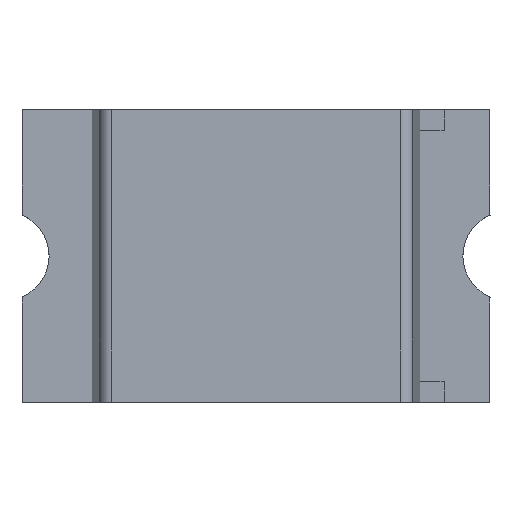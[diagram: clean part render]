
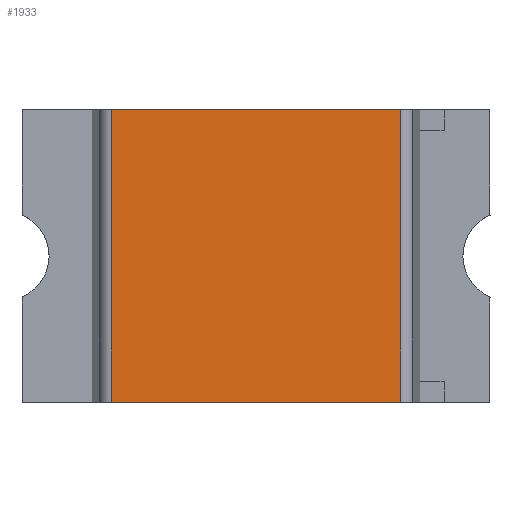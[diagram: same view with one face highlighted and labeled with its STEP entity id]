
A CAD part, top view. The second image highlights one B-rep face of the part: STEP entity #1933.
In plain terms, the highlighted planar face has unit normal (0, 0, 1).
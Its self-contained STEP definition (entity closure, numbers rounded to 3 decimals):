
#38 = CARTESIAN_POINT ( 'NONE',  ( -0.619, 0.625, 0.79 ) ) ;
#74 = VECTOR ( 'NONE', #1391, 1000. ) ;
#126 = LINE ( 'NONE', #1812, #1338 ) ;
#132 = CARTESIAN_POINT ( 'NONE',  ( 0.619, 0.625, 0.79 ) ) ;
#191 = ORIENTED_EDGE ( 'NONE', *, *, #2160, .T. ) ;
#274 = EDGE_CURVE ( 'NONE', #1572, #2432, #2701, .T. ) ;
#497 = EDGE_CURVE ( 'NONE', #2432, #959, #2006, .T. ) ;
#546 = CARTESIAN_POINT ( 'NONE',  ( 0.619, 0.625, 0.79 ) ) ;
#756 = DIRECTION ( 'NONE',  ( 0., -1., 0. ) ) ;
#760 = FACE_OUTER_BOUND ( 'NONE', #2613, .T. ) ;
#763 = DIRECTION ( 'NONE',  ( 1., 0., 0. ) ) ;
#780 = CARTESIAN_POINT ( 'NONE',  ( -0.619, -0.625, 0.79 ) ) ;
#801 = CARTESIAN_POINT ( 'NONE',  ( 0.619, 0.625, 0.79 ) ) ;
#943 = LINE ( 'NONE', #1772, #1173 ) ;
#959 = VERTEX_POINT ( 'NONE', #1859 ) ;
#975 = ORIENTED_EDGE ( 'NONE', *, *, #1488, .T. ) ;
#1160 = DIRECTION ( 'NONE',  ( -1., 0., 0. ) ) ;
#1173 = VECTOR ( 'NONE', #756, 1000. ) ;
#1338 = VECTOR ( 'NONE', #763, 1000. ) ;
#1378 = PLANE ( 'NONE',  #2465 ) ;
#1391 = DIRECTION ( 'NONE',  ( 0., -1., 0. ) ) ;
#1488 = EDGE_CURVE ( 'NONE', #1492, #959, #126, .T. ) ;
#1492 = VERTEX_POINT ( 'NONE', #780 ) ;
#1499 = VECTOR ( 'NONE', #2302, 1000. ) ;
#1572 = VERTEX_POINT ( 'NONE', #38 ) ;
#1623 = DIRECTION ( 'NONE',  ( 0., 0., -1. ) ) ;
#1726 = ORIENTED_EDGE ( 'NONE', *, *, #274, .F. ) ;
#1772 = CARTESIAN_POINT ( 'NONE',  ( -0.619, 0.625, 0.79 ) ) ;
#1812 = CARTESIAN_POINT ( 'NONE',  ( 0.619, -0.625, 0.79 ) ) ;
#1859 = CARTESIAN_POINT ( 'NONE',  ( 0.619, -0.625, 0.79 ) ) ;
#1933 = ADVANCED_FACE ( 'NONE', ( #760 ), #1378, .F. ) ;
#2006 = LINE ( 'NONE', #132, #74 ) ;
#2027 = CARTESIAN_POINT ( 'NONE',  ( 0.619, 0.625, 0.79 ) ) ;
#2033 = ORIENTED_EDGE ( 'NONE', *, *, #497, .F. ) ;
#2160 = EDGE_CURVE ( 'NONE', #1572, #1492, #943, .T. ) ;
#2302 = DIRECTION ( 'NONE',  ( 1., 0., 0. ) ) ;
#2432 = VERTEX_POINT ( 'NONE', #2027 ) ;
#2465 = AXIS2_PLACEMENT_3D ( 'NONE', #801, #1623, #1160 ) ;
#2613 = EDGE_LOOP ( 'NONE', ( #975, #2033, #1726, #191 ) ) ;
#2701 = LINE ( 'NONE', #546, #1499 ) ;
